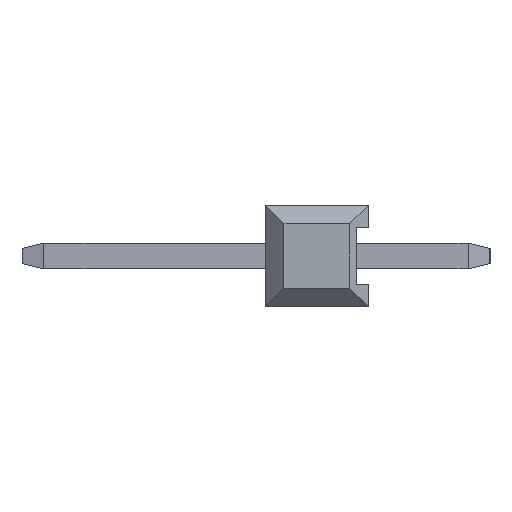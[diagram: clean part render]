
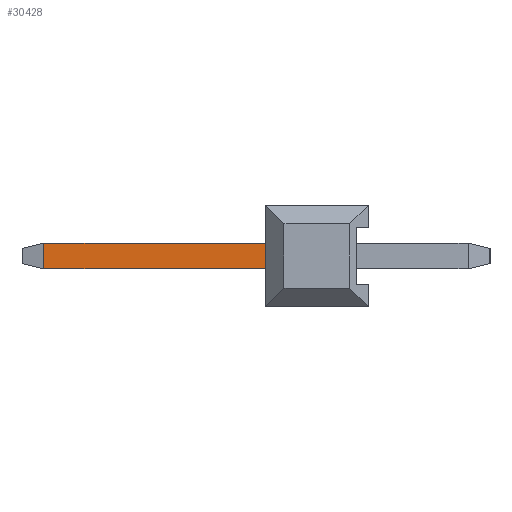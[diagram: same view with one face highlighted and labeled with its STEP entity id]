
A CAD part, left-side view. The second image highlights one B-rep face of the part: STEP entity #30428.
In plain terms, the highlighted planar face has unit normal (-1, 0, 0).
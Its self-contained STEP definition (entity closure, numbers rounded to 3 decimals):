
#950 = EDGE_CURVE ( 'NONE', #8780, #8734, #27059, .T. ) ;
#954 = EDGE_CURVE ( 'NONE', #8783, #8780, #27065, .T. ) ;
#955 = EDGE_CURVE ( 'NONE', #8783, #8736, #27068, .T. ) ;
#2492 = ORIENTED_EDGE ( 'NONE', *, *, #955, .F. ) ;
#2493 = ORIENTED_EDGE ( 'NONE', *, *, #950, .T. ) ;
#2494 = ORIENTED_EDGE ( 'NONE', *, *, #954, .T. ) ;
#2495 = ORIENTED_EDGE ( 'NONE', *, *, #20194, .T. ) ;
#3830 = CARTESIAN_POINT ( 'NONE',  ( -0.32, 2.54, -0.32 ) ) ;
#3831 = CARTESIAN_POINT ( 'NONE',  ( -0.32, 2.54, 0.32 ) ) ;
#3870 = CARTESIAN_POINT ( 'NONE',  ( -0.32, 7.999, -0.32 ) ) ;
#3873 = CARTESIAN_POINT ( 'NONE',  ( -0.32, 7.999, 0.32 ) ) ;
#5656 = VECTOR ( 'NONE', #19292, 1000. ) ;
#8734 = VERTEX_POINT ( 'NONE', #3830 ) ;
#8736 = VERTEX_POINT ( 'NONE', #3831 ) ;
#8780 = VERTEX_POINT ( 'NONE', #3870 ) ;
#8783 = VERTEX_POINT ( 'NONE', #3873 ) ;
#19290 = LINE ( 'NONE', #19291, #5656 ) ;
#19291 = CARTESIAN_POINT ( 'NONE',  ( -0.32, 2.54, -0.32 ) ) ;
#19292 = DIRECTION ( 'NONE',  ( 0., 0., 1. ) ) ;
#20194 = EDGE_CURVE ( 'NONE', #8734, #8736, #19290, .T. ) ;
#20554 = FACE_OUTER_BOUND ( 'NONE', #37821, .T. ) ;
#20560 = AXIS2_PLACEMENT_3D ( 'NONE', #24757, #24758, #24759 ) ;
#24756 = PLANE ( 'NONE',  #20560 ) ;
#24757 = CARTESIAN_POINT ( 'NONE',  ( -0.32, 8.54, 0.32 ) ) ;
#24758 = DIRECTION ( 'NONE',  ( -1., 0., 0. ) ) ;
#24759 = DIRECTION ( 'NONE',  ( 0., 0., 1. ) ) ;
#27059 = LINE ( 'NONE', #27060, #27555 ) ;
#27060 = CARTESIAN_POINT ( 'NONE',  ( -0.32, 8.54, -0.32 ) ) ;
#27061 = DIRECTION ( 'NONE',  ( 0., -1., 0. ) ) ;
#27065 = LINE ( 'NONE', #27066, #27557 ) ;
#27066 = CARTESIAN_POINT ( 'NONE',  ( -0.32, 7.999, 0.32 ) ) ;
#27067 = DIRECTION ( 'NONE',  ( 0., 0., -1. ) ) ;
#27068 = LINE ( 'NONE', #27069, #27558 ) ;
#27069 = CARTESIAN_POINT ( 'NONE',  ( -0.32, 8.54, 0.32 ) ) ;
#27070 = DIRECTION ( 'NONE',  ( 0., -1., 0. ) ) ;
#27555 = VECTOR ( 'NONE', #27061, 1000. ) ;
#27557 = VECTOR ( 'NONE', #27067, 1000. ) ;
#27558 = VECTOR ( 'NONE', #27070, 1000. ) ;
#30428 = ADVANCED_FACE ( 'NONE', ( #20554 ), #24756, .T. ) ;
#37821 = EDGE_LOOP ( 'NONE', ( #2492, #2494, #2493, #2495 ) ) ;
